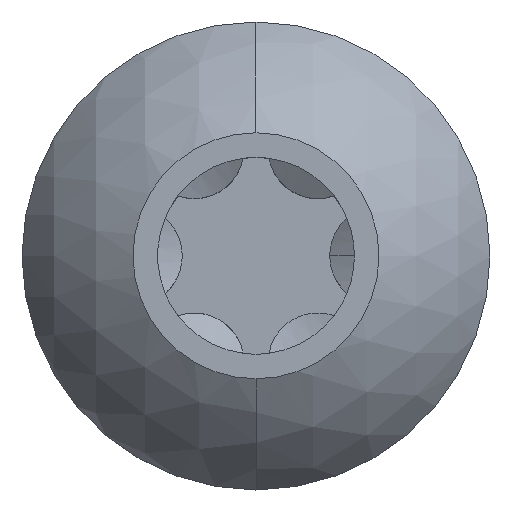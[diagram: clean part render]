
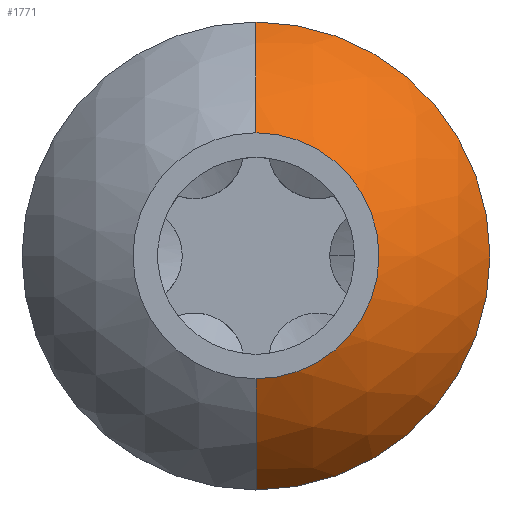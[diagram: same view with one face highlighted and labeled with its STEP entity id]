
A CAD part, top view. The second image highlights one B-rep face of the part: STEP entity #1771.
In plain terms, the highlighted spherical face has radius 4.478 mm.
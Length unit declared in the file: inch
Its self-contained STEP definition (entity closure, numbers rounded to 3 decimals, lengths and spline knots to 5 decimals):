
#105 = DIRECTION ( 'NONE',  ( 1., 0., 0. ) ) ;
#106 = DIRECTION ( 'NONE',  ( 0., 0., 1. ) ) ;
#108 = CARTESIAN_POINT ( 'NONE',  ( 0., 0., -0.07395 ) ) ;
#140 = DIRECTION ( 'NONE',  ( 1., 0., 0. ) ) ;
#188 = DIRECTION ( 'NONE',  ( 0., 0., 1. ) ) ;
#230 = CARTESIAN_POINT ( 'NONE',  ( 0., 0., 0. ) ) ;
#255 = AXIS2_PLACEMENT_3D ( 'NONE', #705, #721, #726 ) ;
#259 = AXIS2_PLACEMENT_3D ( 'NONE', #230, #188, #140 ) ;
#297 = EDGE_CURVE ( 'NONE', #3517, #3538, #3581, .T. ) ;
#332 = EDGE_CURVE ( 'NONE', #3535, #3510, #3610, .T. ) ;
#338 = EDGE_CURVE ( 'NONE', #3490, #3517, #3612, .T. ) ;
#357 = EDGE_CURVE ( 'NONE', #3538, #3510, #3633, .T. ) ;
#398 = EDGE_CURVE ( 'NONE', #3490, #3535, #3669, .T. ) ;
#478 = CARTESIAN_POINT ( 'NONE',  ( 0., 0.156, -0.07395 ) ) ;
#482 = CARTESIAN_POINT ( 'NONE',  ( 0., -0.082, 0. ) ) ;
#508 = CARTESIAN_POINT ( 'NONE',  ( 0.156, 0., -0.07395 ) ) ;
#515 = CARTESIAN_POINT ( 'NONE',  ( 0., 0.082, 0. ) ) ;
#705 = CARTESIAN_POINT ( 'NONE',  ( 0., 0., -0.07395 ) ) ;
#721 = DIRECTION ( 'NONE',  ( 0., 0., 1. ) ) ;
#726 = DIRECTION ( 'NONE',  ( 1., 0., 0. ) ) ;
#1294 = CARTESIAN_POINT ( 'NONE',  ( 0., -0.156, -0.07395 ) ) ;
#1771 = ADVANCED_FACE ( 'NONE', ( #3704 ), #3706, .T. ) ;
#2612 = DIRECTION ( 'NONE',  ( 0., 1., 0. ) ) ;
#2613 = DIRECTION ( 'NONE',  ( 1., 0., 0. ) ) ;
#2614 = CARTESIAN_POINT ( 'NONE',  ( 0., 0., -0.15606 ) ) ;
#2781 = DIRECTION ( 'NONE',  ( 0., -1., 0. ) ) ;
#2785 = CARTESIAN_POINT ( 'NONE',  ( 0., 0., -0.15606 ) ) ;
#2787 = DIRECTION ( 'NONE',  ( 1., 0., 0. ) ) ;
#2928 = DIRECTION ( 'NONE',  ( 0., -1., 0. ) ) ;
#2929 = DIRECTION ( 'NONE',  ( -1., 0., 0. ) ) ;
#2930 = CARTESIAN_POINT ( 'NONE',  ( 0., 0., -0.15606 ) ) ;
#3147 = AXIS2_PLACEMENT_3D ( 'NONE', #108, #106, #105 ) ;
#3186 = AXIS2_PLACEMENT_3D ( 'NONE', #2785, #2787, #2781 ) ;
#3188 = AXIS2_PLACEMENT_3D ( 'NONE', #2930, #2929, #2928 ) ;
#3202 = AXIS2_PLACEMENT_3D ( 'NONE', #2614, #2613, #2612 ) ;
#3464 = ORIENTED_EDGE ( 'NONE', *, *, #398, .F. ) ;
#3465 = ORIENTED_EDGE ( 'NONE', *, *, #332, .F. ) ;
#3466 = ORIENTED_EDGE ( 'NONE', *, *, #357, .T. ) ;
#3467 = ORIENTED_EDGE ( 'NONE', *, *, #297, .T. ) ;
#3468 = ORIENTED_EDGE ( 'NONE', *, *, #338, .T. ) ;
#3490 = VERTEX_POINT ( 'NONE', #1294 ) ;
#3510 = VERTEX_POINT ( 'NONE', #515 ) ;
#3517 = VERTEX_POINT ( 'NONE', #508 ) ;
#3535 = VERTEX_POINT ( 'NONE', #482 ) ;
#3538 = VERTEX_POINT ( 'NONE', #478 ) ;
#3581 = CIRCLE ( 'NONE', #255, 0.156 ) ;
#3610 = CIRCLE ( 'NONE', #259, 0.082 ) ;
#3612 = CIRCLE ( 'NONE', #3147, 0.156 ) ;
#3633 = CIRCLE ( 'NONE', #3202, 0.17629 ) ;
#3669 = CIRCLE ( 'NONE', #3188, 0.17629 ) ;
#3704 = FACE_OUTER_BOUND ( 'NONE', #3919, .T. ) ;
#3706 = SPHERICAL_SURFACE ( 'NONE', #3186, 0.17629 ) ;
#3919 = EDGE_LOOP ( 'NONE', ( #3468, #3467, #3466, #3465, #3464 ) ) ;
